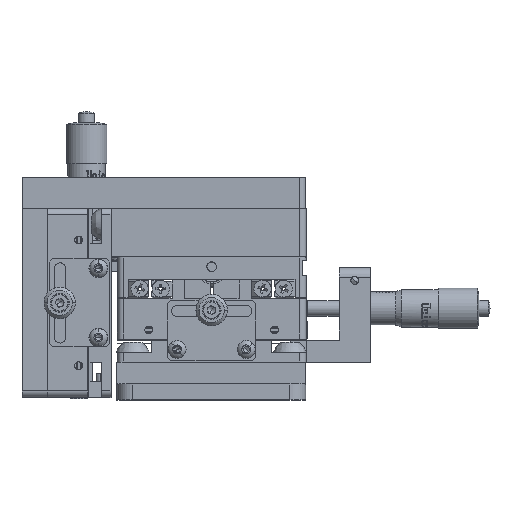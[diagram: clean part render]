
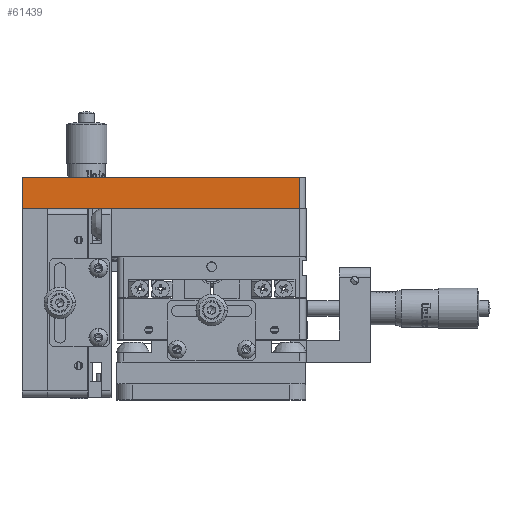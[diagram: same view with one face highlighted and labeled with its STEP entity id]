
A CAD part, top view. The second image highlights one B-rep face of the part: STEP entity #61439.
In plain terms, the highlighted planar face has unit normal (0, 0, 1).
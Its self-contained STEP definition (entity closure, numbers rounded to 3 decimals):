
#3930 = VERTEX_POINT ( 'NONE', #41190 ) ;
#14117 = DIRECTION ( 'NONE',  ( 0., 0., -1. ) ) ;
#15816 = ORIENTED_EDGE ( 'NONE', *, *, #93077, .F. ) ;
#16527 = VECTOR ( 'NONE', #63263, 1000. ) ;
#16781 = VERTEX_POINT ( 'NONE', #54886 ) ;
#19039 = LINE ( 'NONE', #93978, #38540 ) ;
#21198 = PLANE ( 'NONE',  #35705 ) ;
#22329 = LINE ( 'NONE', #64223, #78386 ) ;
#25571 = CARTESIAN_POINT ( 'NONE',  ( 28., 60.8, 30. ) ) ;
#28056 = VECTOR ( 'NONE', #61093, 1000. ) ;
#28555 = ORIENTED_EDGE ( 'NONE', *, *, #91691, .F. ) ;
#30279 = CARTESIAN_POINT ( 'NONE',  ( -60.2, 70.8, 30. ) ) ;
#30379 = LINE ( 'NONE', #25571, #28056 ) ;
#35121 = DIRECTION ( 'NONE',  ( 0., -1., 0. ) ) ;
#35705 = AXIS2_PLACEMENT_3D ( 'NONE', #57924, #14117, #65327 ) ;
#37590 = EDGE_LOOP ( 'NONE', ( #52645, #28555, #15816, #68857 ) ) ;
#38540 = VECTOR ( 'NONE', #42786, 1000. ) ;
#41190 = CARTESIAN_POINT ( 'NONE',  ( -60.2, 60.8, 30. ) ) ;
#42786 = DIRECTION ( 'NONE',  ( 0., -1., 0. ) ) ;
#44103 = VERTEX_POINT ( 'NONE', #30279 ) ;
#48967 = FACE_OUTER_BOUND ( 'NONE', #37590, .T. ) ;
#52645 = ORIENTED_EDGE ( 'NONE', *, *, #78547, .T. ) ;
#54886 = CARTESIAN_POINT ( 'NONE',  ( 28., 70.8, 30. ) ) ;
#55841 = CARTESIAN_POINT ( 'NONE',  ( 28., 70.8, 30. ) ) ;
#57117 = VERTEX_POINT ( 'NONE', #76819 ) ;
#57924 = CARTESIAN_POINT ( 'NONE',  ( 28., 70.8, 30. ) ) ;
#61093 = DIRECTION ( 'NONE',  ( 1., 0., 0. ) ) ;
#61439 = ADVANCED_FACE ( 'NONE', ( #48967 ), #21198, .F. ) ;
#63263 = DIRECTION ( 'NONE',  ( 1., 0., 0. ) ) ;
#64223 = CARTESIAN_POINT ( 'NONE',  ( -60.2, 70.8, 30. ) ) ;
#65327 = DIRECTION ( 'NONE',  ( -1., 0., 0. ) ) ;
#68857 = ORIENTED_EDGE ( 'NONE', *, *, #78676, .T. ) ;
#72628 = LINE ( 'NONE', #55841, #16527 ) ;
#76819 = CARTESIAN_POINT ( 'NONE',  ( 28., 60.8, 30. ) ) ;
#78386 = VECTOR ( 'NONE', #35121, 1000. ) ;
#78547 = EDGE_CURVE ( 'NONE', #3930, #57117, #30379, .T. ) ;
#78676 = EDGE_CURVE ( 'NONE', #44103, #3930, #22329, .T. ) ;
#91691 = EDGE_CURVE ( 'NONE', #16781, #57117, #19039, .T. ) ;
#93077 = EDGE_CURVE ( 'NONE', #44103, #16781, #72628, .T. ) ;
#93978 = CARTESIAN_POINT ( 'NONE',  ( 28., 70.8, 30. ) ) ;
